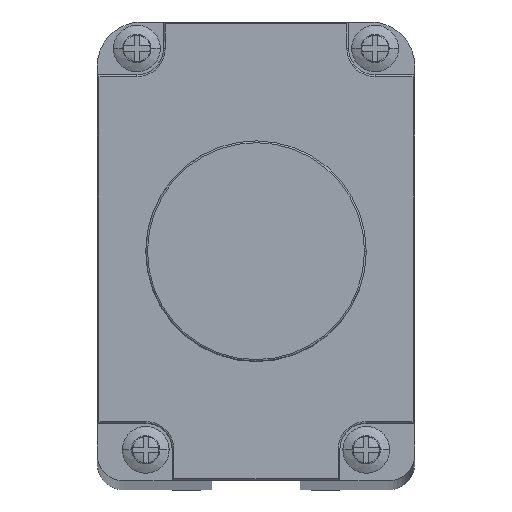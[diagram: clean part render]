
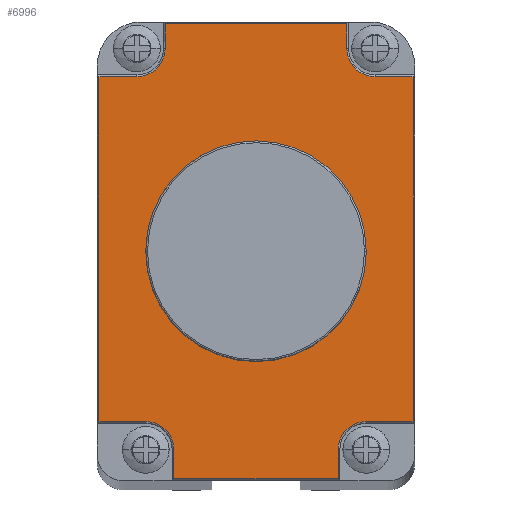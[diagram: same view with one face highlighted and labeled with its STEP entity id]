
A CAD part, top view. The second image highlights one B-rep face of the part: STEP entity #6996.
In plain terms, the highlighted planar face has unit normal (0, 0, 1).
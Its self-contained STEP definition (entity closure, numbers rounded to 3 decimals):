
#863=CARTESIAN_POINT('',(-8.22,49.3,-12.));
#864=DIRECTION('',(0.,0.,1.));
#865=DIRECTION('',(-1.,0.,0.));
#866=AXIS2_PLACEMENT_3D('',#863,#864,#865);
#868=CARTESIAN_POINT('',(-9.22,3.8,-12.));
#869=DIRECTION('',(0.,0.,1.));
#870=DIRECTION('',(0.,1.,0.));
#871=AXIS2_PLACEMENT_3D('',#868,#869,#870);
#873=CARTESIAN_POINT('',(-34.22,3.8,-12.));
#874=DIRECTION('',(0.,0.,1.));
#875=DIRECTION('',(1.,0.,0.));
#876=AXIS2_PLACEMENT_3D('',#873,#874,#875);
#878=CARTESIAN_POINT('',(-35.22,49.3,-12.));
#879=DIRECTION('',(0.,0.,1.));
#880=DIRECTION('',(0.,-1.,0.));
#881=AXIS2_PLACEMENT_3D('',#878,#879,#880);
#883=CARTESIAN_POINT('',(-21.72,26.3,-12.));
#884=DIRECTION('',(0.,0.,1.));
#885=DIRECTION('',(1.,0.,0.));
#886=AXIS2_PLACEMENT_3D('',#883,#884,#885);
#888=CARTESIAN_POINT('',(-21.72,26.3,-12.));
#889=DIRECTION('',(0.,0.,1.));
#890=DIRECTION('',(-1.,0.,0.));
#891=AXIS2_PLACEMENT_3D('',#888,#889,#890);
#897=DIRECTION('',(0.,1.,0.));
#898=VECTOR('',#897,2.8);
#899=CARTESIAN_POINT('',(-11.42,49.3,-12.));
#900=LINE('',#899,#898);
#952=DIRECTION('',(-1.,0.,0.));
#953=VECTOR('',#952,4.3);
#954=CARTESIAN_POINT('',(-3.92,46.1,-12.));
#955=LINE('',#954,#953);
#982=DIRECTION('',(0.,1.,0.));
#983=VECTOR('',#982,39.1);
#984=CARTESIAN_POINT('',(-3.92,7.,-12.));
#985=LINE('',#984,#983);
#990=DIRECTION('',(1.,0.,0.));
#991=VECTOR('',#990,5.3);
#992=CARTESIAN_POINT('',(-9.22,7.,-12.));
#993=LINE('',#992,#991);
#1045=DIRECTION('',(0.,1.,0.));
#1046=VECTOR('',#1045,3.3);
#1047=CARTESIAN_POINT('',(-12.42,0.5,-12.));
#1048=LINE('',#1047,#1046);
#1075=DIRECTION('',(1.,0.,0.));
#1076=VECTOR('',#1075,18.6);
#1077=CARTESIAN_POINT('',(-31.02,0.5,-12.));
#1078=LINE('',#1077,#1076);
#1083=DIRECTION('',(0.,-1.,0.));
#1084=VECTOR('',#1083,3.3);
#1085=CARTESIAN_POINT('',(-31.02,3.8,-12.));
#1086=LINE('',#1085,#1084);
#1138=DIRECTION('',(1.,0.,0.));
#1139=VECTOR('',#1138,5.3);
#1140=CARTESIAN_POINT('',(-39.52,7.,-12.));
#1141=LINE('',#1140,#1139);
#1168=DIRECTION('',(0.,-1.,0.));
#1169=VECTOR('',#1168,39.1);
#1170=CARTESIAN_POINT('',(-39.52,46.1,-12.));
#1171=LINE('',#1170,#1169);
#1176=DIRECTION('',(-1.,0.,0.));
#1177=VECTOR('',#1176,4.3);
#1178=CARTESIAN_POINT('',(-35.22,46.1,-12.));
#1179=LINE('',#1178,#1177);
#1781=DIRECTION('',(-1.,0.,0.));
#1782=VECTOR('',#1781,20.6);
#1783=CARTESIAN_POINT('',(-11.42,52.1,-12.));
#1784=LINE('',#1783,#1782);
#1785=DIRECTION('',(0.,-1.,0.));
#1786=VECTOR('',#1785,2.8);
#1787=CARTESIAN_POINT('',(-32.02,52.1,-12.));
#1788=LINE('',#1787,#1786);
#5188=CARTESIAN_POINT('',(-31.02,3.8,-12.));
#5189=CARTESIAN_POINT('',(-34.22,7.,-12.));
#5190=VERTEX_POINT('',#5188);
#5191=VERTEX_POINT('',#5189);
#5192=CARTESIAN_POINT('',(-11.42,49.3,-12.));
#5193=CARTESIAN_POINT('',(-11.42,52.1,-12.));
#5194=VERTEX_POINT('',#5192);
#5195=VERTEX_POINT('',#5193);
#5196=CARTESIAN_POINT('',(-8.22,46.1,-12.));
#5197=VERTEX_POINT('',#5196);
#5198=CARTESIAN_POINT('',(-3.92,46.1,-12.));
#5199=VERTEX_POINT('',#5198);
#5200=CARTESIAN_POINT('',(-3.92,7.,-12.));
#5201=VERTEX_POINT('',#5200);
#5202=CARTESIAN_POINT('',(-9.22,7.,-12.));
#5203=VERTEX_POINT('',#5202);
#5204=CARTESIAN_POINT('',(-12.42,3.8,-12.));
#5205=VERTEX_POINT('',#5204);
#5206=CARTESIAN_POINT('',(-12.42,0.5,-12.));
#5207=VERTEX_POINT('',#5206);
#5208=CARTESIAN_POINT('',(-31.02,0.5,-12.));
#5209=VERTEX_POINT('',#5208);
#5210=CARTESIAN_POINT('',(-39.52,7.,-12.));
#5211=VERTEX_POINT('',#5210);
#5212=CARTESIAN_POINT('',(-39.52,46.1,-12.));
#5213=VERTEX_POINT('',#5212);
#5214=CARTESIAN_POINT('',(-35.22,46.1,-12.));
#5215=VERTEX_POINT('',#5214);
#5216=CARTESIAN_POINT('',(-32.02,49.3,-12.));
#5217=VERTEX_POINT('',#5216);
#5218=CARTESIAN_POINT('',(-32.02,52.1,-12.));
#5219=VERTEX_POINT('',#5218);
#5220=CARTESIAN_POINT('',(-9.22,26.3,-12.));
#5221=CARTESIAN_POINT('',(-34.22,26.3,-12.));
#5222=VERTEX_POINT('',#5220);
#5223=VERTEX_POINT('',#5221);
#6952=CARTESIAN_POINT('',(-21.72,26.3,-12.));
#6953=DIRECTION('',(0.,0.,1.));
#6954=DIRECTION('',(1.,0.,0.));
#6955=AXIS2_PLACEMENT_3D('',#6952,#6953,#6954);
#6956=PLANE('',#6955);
#6958=ORIENTED_EDGE('',*,*,#6957,.F.);
#6960=ORIENTED_EDGE('',*,*,#6959,.T.);
#6962=ORIENTED_EDGE('',*,*,#6961,.F.);
#6964=ORIENTED_EDGE('',*,*,#6963,.F.);
#6966=ORIENTED_EDGE('',*,*,#6965,.F.);
#6968=ORIENTED_EDGE('',*,*,#6967,.T.);
#6970=ORIENTED_EDGE('',*,*,#6969,.F.);
#6972=ORIENTED_EDGE('',*,*,#6971,.F.);
#6974=ORIENTED_EDGE('',*,*,#6973,.F.);
#6976=ORIENTED_EDGE('',*,*,#6975,.T.);
#6978=ORIENTED_EDGE('',*,*,#6977,.F.);
#6980=ORIENTED_EDGE('',*,*,#6979,.F.);
#6982=ORIENTED_EDGE('',*,*,#6981,.F.);
#6983=ORIENTED_EDGE('',*,*,#6942,.T.);
#6985=ORIENTED_EDGE('',*,*,#6984,.F.);
#6987=ORIENTED_EDGE('',*,*,#6986,.F.);
#6988=EDGE_LOOP('',(#6958,#6960,#6962,#6964,#6966,#6968,#6970,#6972,#6974,#6976,
#6978,#6980,#6982,#6983,#6985,#6987));
#6989=FACE_OUTER_BOUND('',#6988,.F.);
#6991=ORIENTED_EDGE('',*,*,#6990,.T.);
#6993=ORIENTED_EDGE('',*,*,#6992,.T.);
#6994=EDGE_LOOP('',(#6991,#6993));
#6995=FACE_BOUND('',#6994,.F.);
#6996=ADVANCED_FACE('',(#6989,#6995),#6956,.T.);
#867=CIRCLE('',#866,3.2);
#872=CIRCLE('',#871,3.2);
#877=CIRCLE('',#876,3.2);
#882=CIRCLE('',#881,3.2);
#887=CIRCLE('',#886,12.5);
#892=CIRCLE('',#891,12.5);
#6942=EDGE_CURVE('',#5215,#5217,#882,.T.);
#6957=EDGE_CURVE('',#5194,#5195,#900,.T.);
#6959=EDGE_CURVE('',#5194,#5197,#867,.T.);
#6961=EDGE_CURVE('',#5199,#5197,#955,.T.);
#6963=EDGE_CURVE('',#5201,#5199,#985,.T.);
#6965=EDGE_CURVE('',#5203,#5201,#993,.T.);
#6967=EDGE_CURVE('',#5203,#5205,#872,.T.);
#6969=EDGE_CURVE('',#5207,#5205,#1048,.T.);
#6971=EDGE_CURVE('',#5209,#5207,#1078,.T.);
#6973=EDGE_CURVE('',#5190,#5209,#1086,.T.);
#6975=EDGE_CURVE('',#5190,#5191,#877,.T.);
#6977=EDGE_CURVE('',#5211,#5191,#1141,.T.);
#6979=EDGE_CURVE('',#5213,#5211,#1171,.T.);
#6981=EDGE_CURVE('',#5215,#5213,#1179,.T.);
#6984=EDGE_CURVE('',#5219,#5217,#1788,.T.);
#6986=EDGE_CURVE('',#5195,#5219,#1784,.T.);
#6990=EDGE_CURVE('',#5222,#5223,#887,.T.);
#6992=EDGE_CURVE('',#5223,#5222,#892,.T.);
